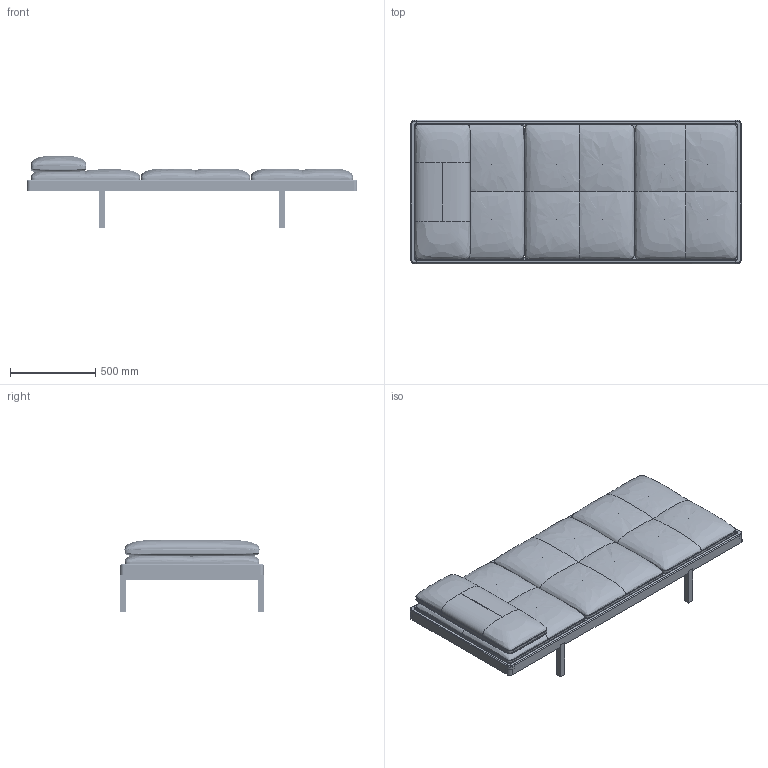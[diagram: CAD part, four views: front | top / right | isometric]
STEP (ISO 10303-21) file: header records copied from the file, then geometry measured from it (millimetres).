
FILE_DESCRIPTION(/* description */ (''),/* implementation_level */ '2;1');
FILE_NAME(/* name */ 'Daybed_CB-41_3D',/* time_stamp */ '2023-10-06T12:50:39+02:00',/* author */ (''),/* organization */ (''),/* preprocessor_version */ 'ST-DEVELOPER v16.5',/* originating_system */ 'Rhino 7.31',/* authorisation */ '');
FILE_SCHEMA (('AUTOMOTIVE_DESIGN'));
Length unit declared in the file: centimetre
Products named in the file (2): Document; Daybed_CB-41
Assembly tree (1 placements, depth 2):
  Document
    Daybed_CB-41
Bounding box: 1935 x 840 x 422.87 mm (x, y, z)
Volume: 35405669.4 mm3; surface area: 7798818.6 mm2
Topology: 15 solids, 19 shells, 506 faces, 1360 edges, 782 vertices
Faces by surface type: plane 382, cylinder 71, bspline 53
Full cylindrical faces by diameter (mm): 3 x4, 8 x2, 10 x1
Entity records: 43737 total; most frequent: CARTESIAN_POINT 34608, ORIENTED_EDGE 2666, EDGE_CURVE 1344, B_SPLINE_CURVE_WITH_KNOTS 1162, VERTEX_POINT 782, EDGE_LOOP 508, ADVANCED_FACE 506, FACE_OUTER_BOUND 506
